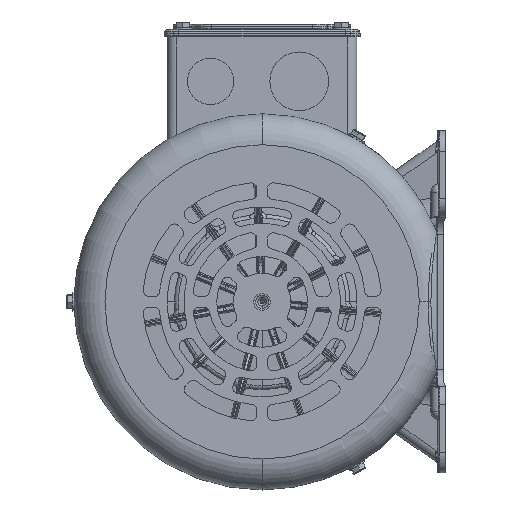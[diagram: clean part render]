
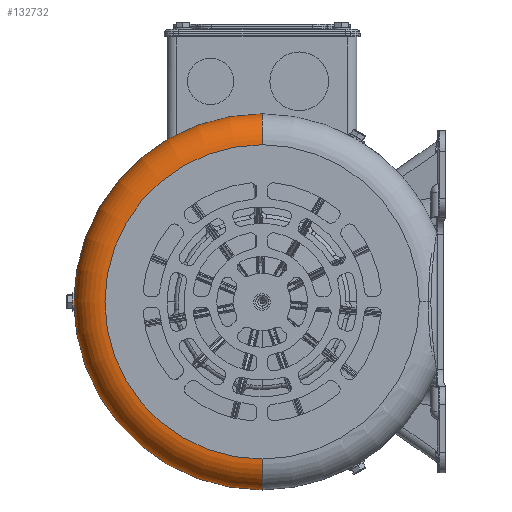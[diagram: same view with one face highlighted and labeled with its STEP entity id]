
A CAD part, left-side view. The second image highlights one B-rep face of the part: STEP entity #132732.
In plain terms, the highlighted toroidal (fillet/blend) face has major radius 76.25 mm and minor radius 15 mm.
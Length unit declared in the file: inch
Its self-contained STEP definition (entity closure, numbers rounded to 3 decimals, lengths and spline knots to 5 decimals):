
#6353 = DIRECTION ( 'NONE',  ( 0., 0., 1. ) ) ;
#7394 = CIRCLE ( 'NONE', #29913, 3.59252 ) ;
#8662 = DIRECTION ( 'NONE',  ( -1., 0., 0. ) ) ;
#10552 = CIRCLE ( 'NONE', #150053, 3.00197 ) ;
#19840 = ORIENTED_EDGE ( 'NONE', *, *, #121301, .T. ) ;
#22012 = CARTESIAN_POINT ( 'NONE',  ( -5.59055, 0., 3.00197 ) ) ;
#22092 = EDGE_CURVE ( 'NONE', #139189, #112333, #41889, .T. ) ;
#22477 = ORIENTED_EDGE ( 'NONE', *, *, #153750, .T. ) ;
#23667 = AXIS2_PLACEMENT_3D ( 'NONE', #54869, #43152, #28375 ) ;
#23737 = CARTESIAN_POINT ( 'NONE',  ( -5., 0., -3.59252 ) ) ;
#28375 = DIRECTION ( 'NONE',  ( 0., 0., 1. ) ) ;
#29913 = AXIS2_PLACEMENT_3D ( 'NONE', #55496, #8662, #6353 ) ;
#35517 = CARTESIAN_POINT ( 'NONE',  ( -5., 0., 3.59252 ) ) ;
#41630 = DIRECTION ( 'NONE',  ( 0., -1., 0. ) ) ;
#41889 = CIRCLE ( 'NONE', #76879, 0.59055 ) ;
#43152 = DIRECTION ( 'NONE',  ( -1., 0., 0. ) ) ;
#53330 = DIRECTION ( 'NONE',  ( -1., 0., 0. ) ) ;
#54103 = CARTESIAN_POINT ( 'NONE',  ( -5., 0., 3.00197 ) ) ;
#54869 = CARTESIAN_POINT ( 'NONE',  ( -5., 0., 0. ) ) ;
#55496 = CARTESIAN_POINT ( 'NONE',  ( -5., 0., 0. ) ) ;
#60180 = CIRCLE ( 'NONE', #119863, 0.59055 ) ;
#67204 = DIRECTION ( 'NONE',  ( 0., 0., 1. ) ) ;
#71193 = DIRECTION ( 'NONE',  ( 0., -1., 0. ) ) ;
#72906 = CARTESIAN_POINT ( 'NONE',  ( -5.59055, 0., -3.00197 ) ) ;
#76879 = AXIS2_PLACEMENT_3D ( 'NONE', #54103, #41630, #53330 ) ;
#84921 = EDGE_CURVE ( 'NONE', #115263, #107007, #60180, .T. ) ;
#90570 = CARTESIAN_POINT ( 'NONE',  ( -5.59055, 0., 0. ) ) ;
#94568 = DIRECTION ( 'NONE',  ( -1., 0., 0. ) ) ;
#107007 = VERTEX_POINT ( 'NONE', #23737 ) ;
#112333 = VERTEX_POINT ( 'NONE', #22012 ) ;
#115263 = VERTEX_POINT ( 'NONE', #72906 ) ;
#119863 = AXIS2_PLACEMENT_3D ( 'NONE', #128946, #71193, #94568 ) ;
#121301 = EDGE_CURVE ( 'NONE', #115263, #112333, #10552, .T. ) ;
#126663 = EDGE_LOOP ( 'NONE', ( #139668, #22477, #137401, #19840 ) ) ;
#128788 = DIRECTION ( 'NONE',  ( 1., 0., 0. ) ) ;
#128946 = CARTESIAN_POINT ( 'NONE',  ( -5., 0., -3.00197 ) ) ;
#132732 = ADVANCED_FACE ( 'NONE', ( #147692 ), #140843, .T. ) ;
#137401 = ORIENTED_EDGE ( 'NONE', *, *, #84921, .F. ) ;
#139189 = VERTEX_POINT ( 'NONE', #35517 ) ;
#139668 = ORIENTED_EDGE ( 'NONE', *, *, #22092, .F. ) ;
#140843 = TOROIDAL_SURFACE ( 'NONE', #23667, 3.00197, 0.59055 ) ;
#147692 = FACE_OUTER_BOUND ( 'NONE', #126663, .T. ) ;
#150053 = AXIS2_PLACEMENT_3D ( 'NONE', #90570, #128788, #67204 ) ;
#153750 = EDGE_CURVE ( 'NONE', #139189, #107007, #7394, .T. ) ;
